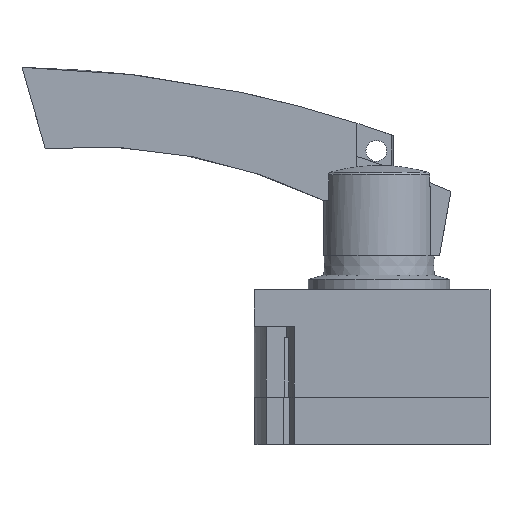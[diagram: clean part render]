
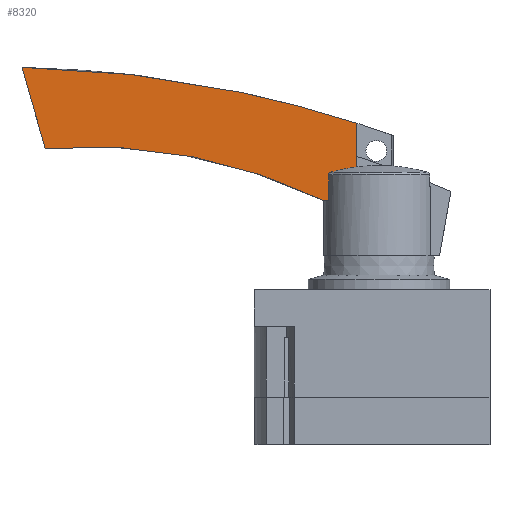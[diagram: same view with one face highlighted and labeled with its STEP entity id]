
A CAD part, top view. The second image highlights one B-rep face of the part: STEP entity #8320.
In plain terms, the highlighted planar face has unit normal (0.013, 0, 1).
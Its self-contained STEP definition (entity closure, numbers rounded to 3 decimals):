
#20=ELLIPSE('',#9857,421.037,421.);
#21=ELLIPSE('',#9860,195.017,195.);
#150=B_SPLINE_CURVE_WITH_KNOTS('',3,(#15061,#15062,#15063,#15064),
 .UNSPECIFIED.,.F.,.F.,(4,4),(0.,0.001),
 .UNSPECIFIED.);
#977=LINE('',#14971,#1689);
#994=LINE('',#15031,#1706);
#999=LINE('',#15072,#1711);
#1005=LINE('',#15100,#1717);
#1689=VECTOR('',#12088,1000.);
#1706=VECTOR('',#12121,1000.);
#1711=VECTOR('',#12152,1000.);
#1717=VECTOR('',#12188,1000.);
#3830=ORIENTED_EDGE('',*,*,#5147,.T.);
#3831=ORIENTED_EDGE('',*,*,#5151,.T.);
#3832=ORIENTED_EDGE('',*,*,#5136,.F.);
#3833=ORIENTED_EDGE('',*,*,#5165,.T.);
#3834=ORIENTED_EDGE('',*,*,#5167,.T.);
#3835=ORIENTED_EDGE('',*,*,#5168,.F.);
#3836=ORIENTED_EDGE('',*,*,#5152,.T.);
#3837=ORIENTED_EDGE('',*,*,#5112,.F.);
#5112=EDGE_CURVE('',#5932,#5933,#977,.T.);
#5136=EDGE_CURVE('',#5956,#5957,#994,.T.);
#5147=EDGE_CURVE('',#5932,#5963,#150,.T.);
#5151=EDGE_CURVE('',#5963,#5957,#6323,.T.);
#5152=EDGE_CURVE('',#5964,#5933,#999,.T.);
#5165=EDGE_CURVE('',#5956,#5970,#20,.F.);
#5167=EDGE_CURVE('',#5970,#5971,#1005,.T.);
#5168=EDGE_CURVE('',#5964,#5971,#21,.F.);
#5932=VERTEX_POINT('',#14970);
#5933=VERTEX_POINT('',#14972);
#5956=VERTEX_POINT('',#15030);
#5957=VERTEX_POINT('',#15032);
#5963=VERTEX_POINT('',#15060);
#5964=VERTEX_POINT('',#15073);
#5970=VERTEX_POINT('',#15095);
#5971=VERTEX_POINT('',#15101);
#6323=CIRCLE('',#9843,64.501);
#6903=EDGE_LOOP('',(#3830,#3831,#3832,#3833,#3834,#3835,#3836,#3837));
#7517=FACE_BOUND('',#6903,.T.);
#7852=PLANE('',#9859);
#8320=ADVANCED_FACE('',(#7517),#7852,.F.);
#9843=AXIS2_PLACEMENT_3D('',#15070,#12148,#12149);
#9857=AXIS2_PLACEMENT_3D('',#15096,#12181,#12182);
#9859=AXIS2_PLACEMENT_3D('',#15099,#12186,#12187);
#9860=AXIS2_PLACEMENT_3D('',#15102,#12189,#12190);
#12088=DIRECTION('',(0.,-1.,0.));
#12121=DIRECTION('',(0.,-1.,0.));
#12148=DIRECTION('',(-0.013,0.,-1.));
#12149=DIRECTION('',(-1.,0.,0.013));
#12152=DIRECTION('',(1.,0.,-0.013));
#12181=DIRECTION('',(-0.013,0.,-1.));
#12182=DIRECTION('',(1.,0.,-0.013));
#12186=DIRECTION('',(-0.013,0.,-1.));
#12187=DIRECTION('',(-1.,0.,0.013));
#12188=DIRECTION('',(0.276,-0.961,-0.004));
#12189=DIRECTION('',(-0.013,0.,-1.));
#12190=DIRECTION('',(1.,0.,-0.013));
#14970=CARTESIAN_POINT('',(-18.204,29.215,8.284));
#14971=CARTESIAN_POINT('',(-18.204,0.,8.284));
#14972=CARTESIAN_POINT('',(-18.204,20.,8.284));
#15030=CARTESIAN_POINT('',(-8.,47.839,8.149));
#15031=CARTESIAN_POINT('',(-8.,70.,8.149));
#15032=CARTESIAN_POINT('',(-8.,32.089,8.149));
#15060=CARTESIAN_POINT('',(-17.433,30.17,8.274));
#15061=CARTESIAN_POINT('',(-18.204,29.215,8.284));
#15062=CARTESIAN_POINT('',(-18.204,29.658,8.284));
#15063=CARTESIAN_POINT('',(-17.859,30.049,8.28));
#15064=CARTESIAN_POINT('',(-17.433,30.17,8.274));
#15070=CARTESIAN_POINT('',(0.107,-31.9,8.042));
#15072=CARTESIAN_POINT('',(-128.8,20.,9.75));
#15073=CARTESIAN_POINT('',(-20.,20.,8.308));
#15095=CARTESIAN_POINT('',(-128.8,68.,9.75));
#15096=CARTESIAN_POINT('',(-136.967,-352.921,9.858));
#15099=CARTESIAN_POINT('',(-128.8,70.,9.75));
#15100=CARTESIAN_POINT('',(-129.33,69.848,9.757));
#15101=CARTESIAN_POINT('',(-120.427,38.8,9.639));
#15102=CARTESIAN_POINT('',(-104.841,-155.576,9.433));
